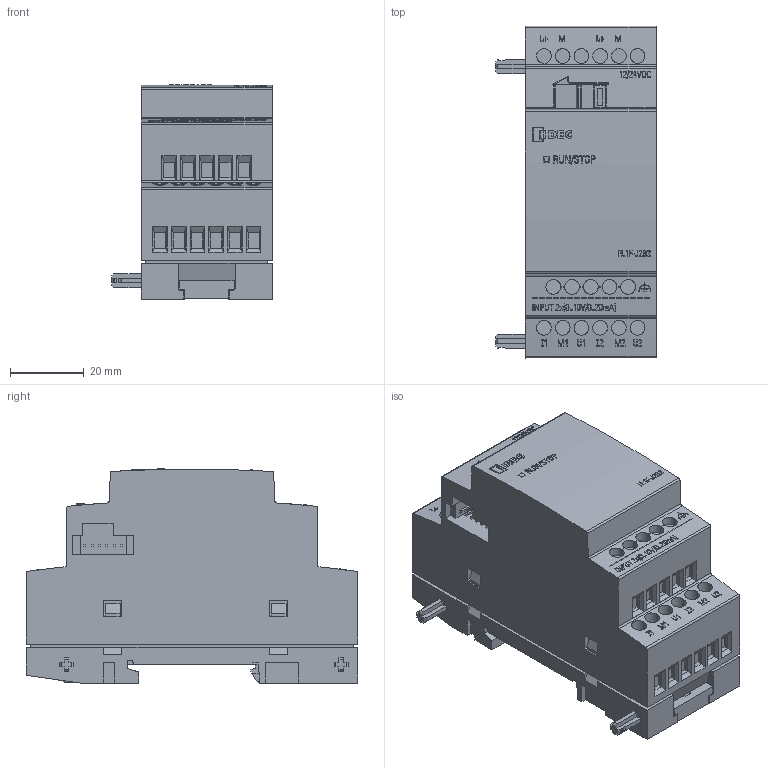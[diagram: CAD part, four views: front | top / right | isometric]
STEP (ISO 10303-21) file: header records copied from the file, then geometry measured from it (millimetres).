
FILE_DESCRIPTION (( 'STEP AP203' ), '1' );
FILE_NAME ('FL1F-J2B2_3d.STEP', '2016-08-25T11:44:33', ( '' ), ( '' ), 'SwSTEP 2.0', 'SolidWorks 2014', '' );
FILE_SCHEMA (( 'CONFIG_CONTROL_DESIGN' ));
Length unit declared in the file: millimetre
Products named in the file (4): A5E36486352A_001; FL1F-J2B2_3d; A5E36451585A_001; A5E36451535A_001
Assembly tree (3 placements, depth 2):
  FL1F-J2B2_3d
    A5E36486352A_001
    A5E36451585A_001
    A5E36451535A_001
Bounding box: 43.5 x 90 x 58.13 mm (x, y, z)
Volume: 144407.9 mm3; surface area: 25688.6 mm2
Topology: 97 solids, 98 shells, 1676 faces, 4117 edges, 2702 vertices
Faces by surface type: plane 1323, bspline 256, cylinder 97
Entity records: 62545 total; most frequent: CARTESIAN_POINT 24752, ORIENTED_EDGE 8226, DIRECTION 6318, EDGE_CURVE 4113, VECTOR 3356, LINE 3356, VERTEX_POINT 2702, EDGE_LOOP 1779
